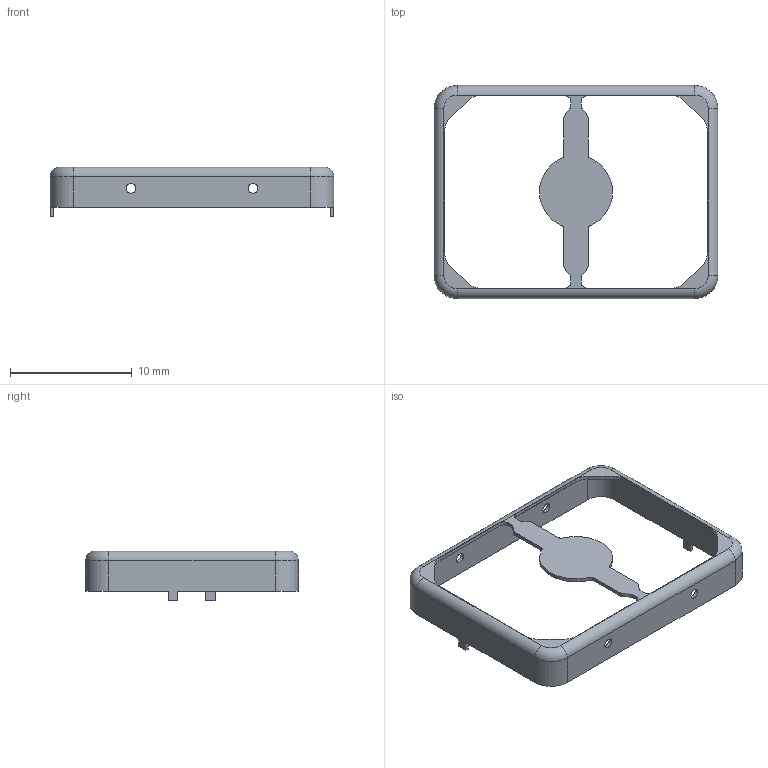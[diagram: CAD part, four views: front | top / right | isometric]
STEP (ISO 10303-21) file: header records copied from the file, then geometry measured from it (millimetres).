
FILE_DESCRIPTION(/* description */ ('Unknown'),/* implementation_level */ '2;1');
FILE_NAME(/* name */ 'H_Wurth_WE-SHC-SEAMLESS-FRAME_3670233',/* time_stamp */ '2025-07-04T11:33:32+08:00',/* author */ ('Unknown'),/* organization */ ('Unknown'),/* preprocessor_version */ 'ST-DEVELOPER v19.4',/* originating_system */ 'Solid Edge',/* authorisation */ 'Unknown');
FILE_SCHEMA (('AUTOMOTIVE_DESIGN {1 0 10303 214 3 1 1}'));
Length unit declared in the file: millimetre
Products named in the file (2): H_Wurth_WE-SHC-SEAMLESS-FRAME_3670233
Assembly tree (1 placements, depth 2):
  H_Wurth_WE-SHC-SEAMLESS-FRAME_3670233
    H_Wurth_WE-SHC-SEAMLESS-FRAME_3670233
Bounding box: 23.3 x 17.5 x 4.1 mm (x, y, z)
Volume: 98.8 mm3; surface area: 716.5 mm2
Topology: 1 solids, 1 shells, 94 faces, 262 edges, 170 vertices
Faces by surface type: cylinder 46, plane 40, torus 8
Full cylindrical faces by diameter (mm): 0.8 x4
Entity records: 3069 total; most frequent: DIRECTION 548, CARTESIAN_POINT 520, ORIENTED_EDGE 512, EDGE_CURVE 256, AXIS2_PLACEMENT_3D 196, VERTEX_POINT 168, LINE 156, VECTOR 156
